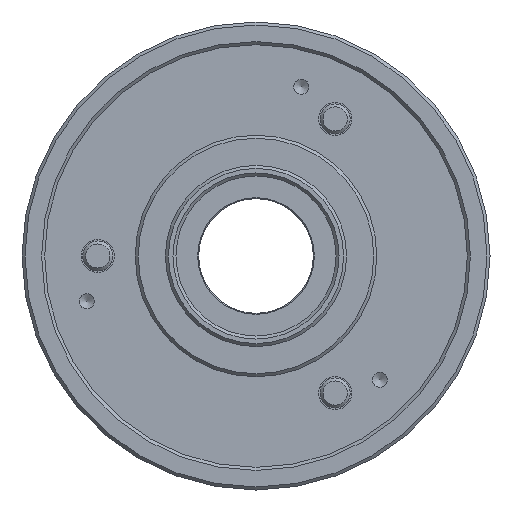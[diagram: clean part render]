
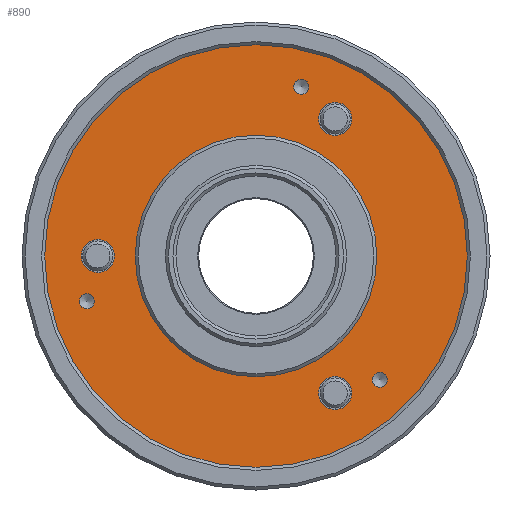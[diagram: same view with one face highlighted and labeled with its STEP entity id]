
A CAD part, left-side view. The second image highlights one B-rep face of the part: STEP entity #890.
In plain terms, the highlighted planar face has unit normal (-1, 0, 0).
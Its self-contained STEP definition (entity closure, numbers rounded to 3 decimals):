
#32 = VERTEX_POINT ( 'NONE', #2000 ) ;
#56 = CARTESIAN_POINT ( 'NONE',  ( 5., 0., 0. ) ) ;
#99 = EDGE_CURVE ( 'NONE', #171, #171, #5914, .T. ) ;
#131 = DIRECTION ( 'NONE',  ( -1., 0., 0. ) ) ;
#171 = VERTEX_POINT ( 'NONE', #2164 ) ;
#172 = AXIS2_PLACEMENT_3D ( 'NONE', #4593, #131, #2112 ) ;
#179 = AXIS2_PLACEMENT_3D ( 'NONE', #3760, #5585, #1159 ) ;
#262 = AXIS2_PLACEMENT_3D ( 'NONE', #654, #650, #634 ) ;
#521 = EDGE_LOOP ( 'NONE', ( #1710 ) ) ;
#634 = DIRECTION ( 'NONE',  ( 0., 0., 1. ) ) ;
#650 = DIRECTION ( 'NONE',  ( -1., 0., 0. ) ) ;
#654 = CARTESIAN_POINT ( 'NONE',  ( 5., -41.012, -41.012 ) ) ;
#785 = CARTESIAN_POINT ( 'NONE',  ( 5., -41.012, -38.512 ) ) ;
#799 = CIRCLE ( 'NONE', #1648, 2.5 ) ;
#807 = EDGE_LOOP ( 'NONE', ( #1722 ) ) ;
#823 = EDGE_CURVE ( 'NONE', #4221, #4221, #799, .T. ) ;
#890 = ADVANCED_FACE ( 'NONE', ( #5536, #5931, #5657, #5217, #5455, #5249, #5622, #5157 ), #4174, .F. ) ;
#959 = EDGE_LOOP ( 'NONE', ( #2973 ) ) ;
#1015 = CARTESIAN_POINT ( 'NONE',  ( 5., 0., 40. ) ) ;
#1159 = DIRECTION ( 'NONE',  ( 0., 0., -1. ) ) ;
#1222 = EDGE_LOOP ( 'NONE', ( #3186 ) ) ;
#1308 = AXIS2_PLACEMENT_3D ( 'NONE', #5093, #5184, #5060 ) ;
#1413 = CIRCLE ( 'NONE', #1768, 40. ) ;
#1588 = EDGE_CURVE ( 'NONE', #2859, #2859, #2476, .T. ) ;
#1648 = AXIS2_PLACEMENT_3D ( 'NONE', #1774, #2140, #2093 ) ;
#1687 = ORIENTED_EDGE ( 'NONE', *, *, #1588, .F. ) ;
#1710 = ORIENTED_EDGE ( 'NONE', *, *, #99, .T. ) ;
#1722 = ORIENTED_EDGE ( 'NONE', *, *, #4974, .T. ) ;
#1745 = ORIENTED_EDGE ( 'NONE', *, *, #2572, .F. ) ;
#1768 = AXIS2_PLACEMENT_3D ( 'NONE', #56, #2029, #4052 ) ;
#1774 = CARTESIAN_POINT ( 'NONE',  ( 5., 56.024, -15.012 ) ) ;
#1946 = CARTESIAN_POINT ( 'NONE',  ( 5., 0., 70. ) ) ;
#2000 = CARTESIAN_POINT ( 'NONE',  ( 5., -26.2, -50.88 ) ) ;
#2029 = DIRECTION ( 'NONE',  ( -1., 0., 0. ) ) ;
#2093 = DIRECTION ( 'NONE',  ( 0., 0., 1. ) ) ;
#2112 = DIRECTION ( 'NONE',  ( 0., 0., 1. ) ) ;
#2140 = DIRECTION ( 'NONE',  ( -1., 0., 0. ) ) ;
#2164 = CARTESIAN_POINT ( 'NONE',  ( 5., -26.2, 39.88 ) ) ;
#2378 = CARTESIAN_POINT ( 'NONE',  ( 5., -26.2, 45.38 ) ) ;
#2476 = CIRCLE ( 'NONE', #5890, 2.5 ) ;
#2505 = AXIS2_PLACEMENT_3D ( 'NONE', #2378, #5248, #5556 ) ;
#2513 = CIRCLE ( 'NONE', #179, 5.5 ) ;
#2572 = EDGE_CURVE ( 'NONE', #5262, #5262, #3955, .T. ) ;
#2788 = EDGE_CURVE ( 'NONE', #2932, #2932, #5745, .T. ) ;
#2859 = VERTEX_POINT ( 'NONE', #4753 ) ;
#2932 = VERTEX_POINT ( 'NONE', #4805 ) ;
#2973 = ORIENTED_EDGE ( 'NONE', *, *, #823, .F. ) ;
#3125 = ORIENTED_EDGE ( 'NONE', *, *, #4357, .T. ) ;
#3186 = ORIENTED_EDGE ( 'NONE', *, *, #2788, .T. ) ;
#3748 = CIRCLE ( 'NONE', #172, 70. ) ;
#3760 = CARTESIAN_POINT ( 'NONE',  ( 5., -26.2, -45.38 ) ) ;
#3781 = ORIENTED_EDGE ( 'NONE', *, *, #5756, .F. ) ;
#3859 = EDGE_LOOP ( 'NONE', ( #1745 ) ) ;
#3892 = DIRECTION ( 'NONE',  ( 0., 0., 1. ) ) ;
#3898 = DIRECTION ( 'NONE',  ( -1., 0., 0. ) ) ;
#3955 = CIRCLE ( 'NONE', #262, 2.5 ) ;
#4052 = DIRECTION ( 'NONE',  ( 0., 0., 1. ) ) ;
#4174 = PLANE ( 'NONE',  #1308 ) ;
#4221 = VERTEX_POINT ( 'NONE', #5999 ) ;
#4333 = DIRECTION ( 'NONE',  ( 0., 0., -1. ) ) ;
#4356 = DIRECTION ( 'NONE',  ( 1., 0., 0. ) ) ;
#4357 = EDGE_CURVE ( 'NONE', #6190, #6190, #3748, .T. ) ;
#4382 = CARTESIAN_POINT ( 'NONE',  ( 5., 52.4, 0. ) ) ;
#4593 = CARTESIAN_POINT ( 'NONE',  ( 5., 0., 0. ) ) ;
#4753 = CARTESIAN_POINT ( 'NONE',  ( 5., -15.012, 58.524 ) ) ;
#4805 = CARTESIAN_POINT ( 'NONE',  ( 5., 52.4, -5.5 ) ) ;
#4974 = EDGE_CURVE ( 'NONE', #32, #32, #2513, .T. ) ;
#5060 = DIRECTION ( 'NONE',  ( 0., 0., -1. ) ) ;
#5093 = CARTESIAN_POINT ( 'NONE',  ( 5., 70., 0. ) ) ;
#5157 = FACE_BOUND ( 'NONE', #5475, .T. ) ;
#5181 = EDGE_LOOP ( 'NONE', ( #1687 ) ) ;
#5184 = DIRECTION ( 'NONE',  ( 1., 0., 0. ) ) ;
#5217 = FACE_BOUND ( 'NONE', #521, .T. ) ;
#5224 = AXIS2_PLACEMENT_3D ( 'NONE', #4382, #4356, #4333 ) ;
#5248 = DIRECTION ( 'NONE',  ( 1., 0., 0. ) ) ;
#5249 = FACE_BOUND ( 'NONE', #1222, .T. ) ;
#5262 = VERTEX_POINT ( 'NONE', #785 ) ;
#5440 = EDGE_LOOP ( 'NONE', ( #3125 ) ) ;
#5455 = FACE_BOUND ( 'NONE', #959, .T. ) ;
#5464 = VERTEX_POINT ( 'NONE', #1015 ) ;
#5475 = EDGE_LOOP ( 'NONE', ( #3781 ) ) ;
#5536 = FACE_BOUND ( 'NONE', #3859, .T. ) ;
#5556 = DIRECTION ( 'NONE',  ( 0., 0., -1. ) ) ;
#5585 = DIRECTION ( 'NONE',  ( 1., 0., 0. ) ) ;
#5622 = FACE_OUTER_BOUND ( 'NONE', #5440, .T. ) ;
#5657 = FACE_BOUND ( 'NONE', #807, .T. ) ;
#5745 = CIRCLE ( 'NONE', #5224, 5.5 ) ;
#5756 = EDGE_CURVE ( 'NONE', #5464, #5464, #1413, .T. ) ;
#5890 = AXIS2_PLACEMENT_3D ( 'NONE', #6033, #3898, #3892 ) ;
#5914 = CIRCLE ( 'NONE', #2505, 5.5 ) ;
#5931 = FACE_BOUND ( 'NONE', #5181, .T. ) ;
#5999 = CARTESIAN_POINT ( 'NONE',  ( 5., 56.024, -12.512 ) ) ;
#6033 = CARTESIAN_POINT ( 'NONE',  ( 5., -15.012, 56.024 ) ) ;
#6190 = VERTEX_POINT ( 'NONE', #1946 ) ;
